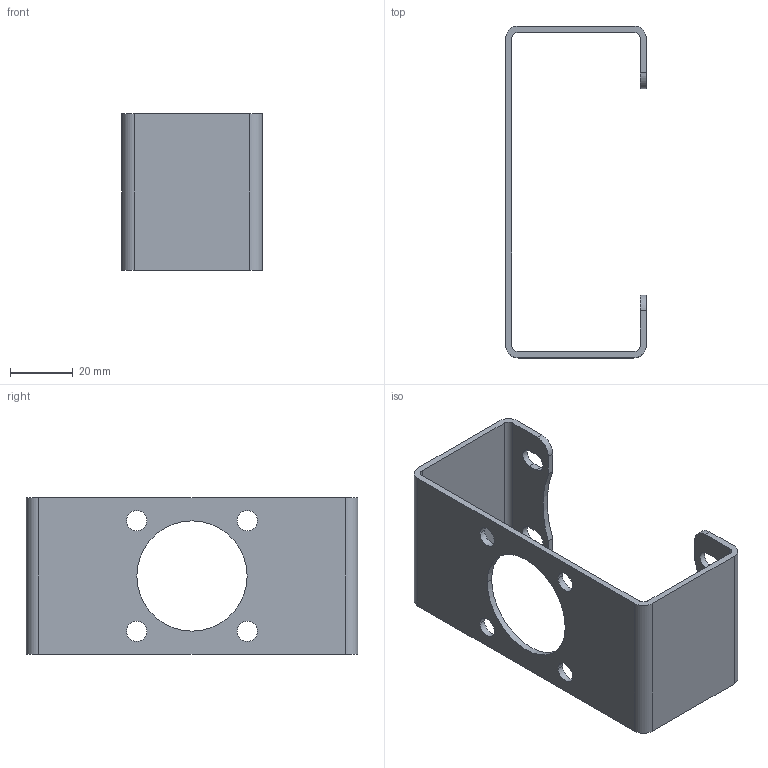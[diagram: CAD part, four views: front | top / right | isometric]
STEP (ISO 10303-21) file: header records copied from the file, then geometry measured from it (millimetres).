
FILE_DESCRIPTION((''),'2;1');
FILE_NAME('CO9386','2020-03-18T11:15:47',('Rahul.Malokar'),('ASCO Numatics'),'CREO PARAMETRIC BY PTC INC, 2018190','CREO PARAMETRIC BY PTC INC, 2018190','');
FILE_SCHEMA(('CONFIG_CONTROL_DESIGN','SHAPE_APPEARANCE_LAYERS_GROUPS'));
Length unit declared in the file: millimetre
Products named in the file (1): CO9386
Bounding box: 45 x 106 x 50 mm (x, y, z)
Volume: 19478.8 mm3; surface area: 21139.2 mm2
Topology: 1 solids, 1 shells, 56 faces, 162 edges, 108 vertices
Faces by surface type: cylinder 32, plane 24
Entity records: 1966 total; most frequent: DIRECTION 338, CARTESIAN_POINT 326, ORIENTED_EDGE 324, EDGE_CURVE 162, AXIS2_PLACEMENT_3D 120, VERTEX_POINT 108, VECTOR 98, LINE 98
